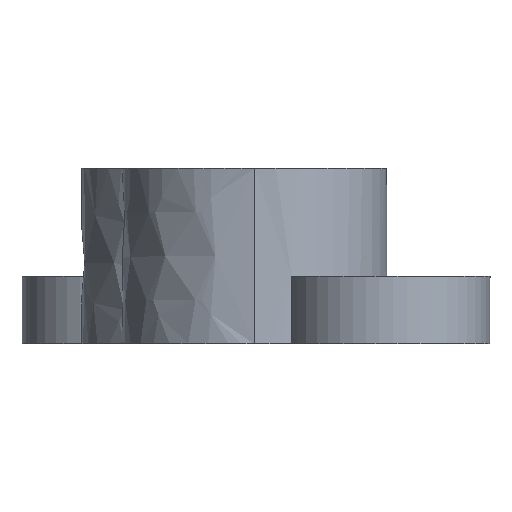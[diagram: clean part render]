
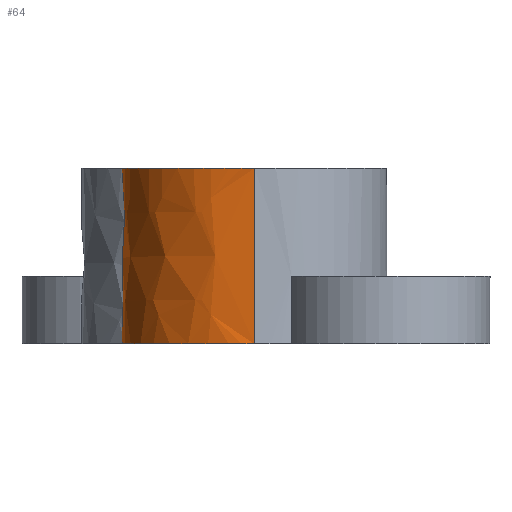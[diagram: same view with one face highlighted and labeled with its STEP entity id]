
A CAD part, left-side view. The second image highlights one B-rep face of the part: STEP entity #64.
In plain terms, the highlighted free-form (B-spline) face has degree [2, 1] with [5, 2] control points.
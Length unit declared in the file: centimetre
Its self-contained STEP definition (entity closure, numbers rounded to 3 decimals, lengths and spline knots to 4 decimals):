
#64=ADVANCED_FACE('',(#103),#530,.T.);
#103=FACE_OUTER_BOUND('',#146,.T.);
#146=EDGE_LOOP('',(#243,#244,#245,#246,#247,#248));
#243=ORIENTED_EDGE('',*,*,#370,.T.);
#244=ORIENTED_EDGE('',*,*,#326,.F.);
#245=ORIENTED_EDGE('',*,*,#363,.F.);
#246=ORIENTED_EDGE('',*,*,#360,.F.);
#247=ORIENTED_EDGE('',*,*,#358,.F.);
#248=ORIENTED_EDGE('',*,*,#362,.T.);
#326=EDGE_CURVE('',#480,#507,#404,.T.);
#358=EDGE_CURVE('',#500,#499,#436,.T.);
#360=EDGE_CURVE('',#499,#502,#438,.T.);
#362=EDGE_CURVE('',#500,#506,#440,.T.);
#363=EDGE_CURVE('',#502,#480,#441,.T.);
#370=EDGE_CURVE('',#506,#507,#448,.T.);
#404=(
BOUNDED_CURVE()
B_SPLINE_CURVE(2,(#857,#858,#859,#860,#861),.UNSPECIFIED.,.F.,.F.)
B_SPLINE_CURVE_WITH_KNOTS((3,2,3),(0.,7.6969,15.3938),
 .UNSPECIFIED.)
CURVE()
GEOMETRIC_REPRESENTATION_ITEM()
RATIONAL_B_SPLINE_CURVE((1.,0.707,1.,0.707,1.))
REPRESENTATION_ITEM('')
);
#436=(
BOUNDED_CURVE()
B_SPLINE_CURVE(1,(#999,#1000),.UNSPECIFIED.,.F.,.F.)
B_SPLINE_CURVE_WITH_KNOTS((2,2),(0.,2.5),.UNSPECIFIED.)
CURVE()
GEOMETRIC_REPRESENTATION_ITEM()
RATIONAL_B_SPLINE_CURVE((1.,1.))
REPRESENTATION_ITEM('')
);
#438=(
BOUNDED_CURVE()
B_SPLINE_CURVE(2,(#1003,#1004,#1005),.UNSPECIFIED.,.F.,.F.)
B_SPLINE_CURVE_WITH_KNOTS((3,3),(-45.8204,-42.6946),
 .UNSPECIFIED.)
CURVE()
GEOMETRIC_REPRESENTATION_ITEM()
RATIONAL_B_SPLINE_CURVE((1.,0.949,1.))
REPRESENTATION_ITEM('')
);
#440=(
BOUNDED_CURVE()
B_SPLINE_CURVE(2,(#1009,#1010,#1011,#1012,#1013),.UNSPECIFIED.,.F.,.F.)
B_SPLINE_CURVE_WITH_KNOTS((3,2,3),(3.1719,7.6969,15.3938),
 .UNSPECIFIED.)
CURVE()
GEOMETRIC_REPRESENTATION_ITEM()
RATIONAL_B_SPLINE_CURVE((1.,0.894,1.,0.707,1.))
REPRESENTATION_ITEM('')
);
#441=(
BOUNDED_CURVE()
B_SPLINE_CURVE(1,(#1014,#1015),.UNSPECIFIED.,.F.,.F.)
B_SPLINE_CURVE_WITH_KNOTS((2,2),(2.5,6.5),.UNSPECIFIED.)
CURVE()
GEOMETRIC_REPRESENTATION_ITEM()
RATIONAL_B_SPLINE_CURVE((1.,1.))
REPRESENTATION_ITEM('')
);
#448=(
BOUNDED_CURVE()
B_SPLINE_CURVE(1,(#1033,#1034),.UNSPECIFIED.,.F.,.F.)
B_SPLINE_CURVE_WITH_KNOTS((2,2),(0.,6.5),.UNSPECIFIED.)
CURVE()
GEOMETRIC_REPRESENTATION_ITEM()
RATIONAL_B_SPLINE_CURVE((1.,1.))
REPRESENTATION_ITEM('')
);
#480=VERTEX_POINT('',#794);
#499=VERTEX_POINT('',#813);
#500=VERTEX_POINT('',#814);
#502=VERTEX_POINT('',#816);
#506=VERTEX_POINT('',#820);
#507=VERTEX_POINT('',#821);
#530=(
BOUNDED_SURFACE()
B_SPLINE_SURFACE(2,1,((#719,#720),(#721,#722),(#723,#724),(#725,#726),(#727,
#728)),.UNSPECIFIED.,.F.,.F.,.F.)
B_SPLINE_SURFACE_WITH_KNOTS((3,2,3),(2,2),(0.,7.6969,15.3938),
(0.,6.5),.UNSPECIFIED.)
GEOMETRIC_REPRESENTATION_ITEM()
RATIONAL_B_SPLINE_SURFACE(((1.,1.),(0.707,0.707),
(1.,1.),(0.707,0.707),(1.,1.)))
REPRESENTATION_ITEM('')
SURFACE()
);
#719=CARTESIAN_POINT('',(1610.7394,372.1081,0.));
#720=CARTESIAN_POINT('',(1610.7394,372.1081,6.5));
#721=CARTESIAN_POINT('',(1610.7394,377.0081,0.));
#722=CARTESIAN_POINT('',(1610.7394,377.0081,6.5));
#723=CARTESIAN_POINT('',(1605.8394,377.0081,0.));
#724=CARTESIAN_POINT('',(1605.8394,377.0081,6.5));
#725=CARTESIAN_POINT('',(1600.9394,377.0081,0.));
#726=CARTESIAN_POINT('',(1600.9394,377.0081,6.5));
#727=CARTESIAN_POINT('',(1600.9394,372.1081,0.));
#728=CARTESIAN_POINT('',(1600.9394,372.1081,6.5));
#794=CARTESIAN_POINT('',(1610.7394,372.1081,6.5));
#813=CARTESIAN_POINT('',(1609.7696,375.0344,2.5));
#814=CARTESIAN_POINT('',(1609.7696,375.0344,0.));
#816=CARTESIAN_POINT('',(1610.7394,372.1081,2.5));
#820=CARTESIAN_POINT('',(1600.9394,372.1081,0.));
#821=CARTESIAN_POINT('',(1600.9394,372.1081,6.5));
#857=CARTESIAN_POINT('',(1610.7394,372.1081,6.5));
#858=CARTESIAN_POINT('',(1610.7394,377.0081,6.5));
#859=CARTESIAN_POINT('',(1605.8394,377.0081,6.5));
#860=CARTESIAN_POINT('',(1600.9394,377.0081,6.5));
#861=CARTESIAN_POINT('',(1600.9394,372.1081,6.5));
#999=CARTESIAN_POINT('',(1609.7696,375.0344,0.));
#1000=CARTESIAN_POINT('',(1609.7696,375.0344,2.5));
#1003=CARTESIAN_POINT('',(1609.7696,375.0344,2.5));
#1004=CARTESIAN_POINT('',(1610.7394,373.732,2.5));
#1005=CARTESIAN_POINT('',(1610.7394,372.1081,2.5));
#1009=CARTESIAN_POINT('',(1609.7696,375.0344,0.));
#1010=CARTESIAN_POINT('',(1608.3,377.0081,0.));
#1011=CARTESIAN_POINT('',(1605.8394,377.0081,0.));
#1012=CARTESIAN_POINT('',(1600.9394,377.0081,0.));
#1013=CARTESIAN_POINT('',(1600.9394,372.1081,0.));
#1014=CARTESIAN_POINT('',(1610.7394,372.1081,2.5));
#1015=CARTESIAN_POINT('',(1610.7394,372.1081,6.5));
#1033=CARTESIAN_POINT('',(1600.9394,372.1081,0.));
#1034=CARTESIAN_POINT('',(1600.9394,372.1081,6.5));
